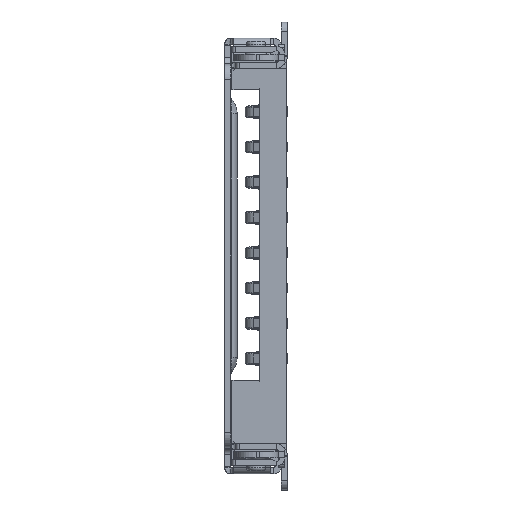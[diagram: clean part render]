
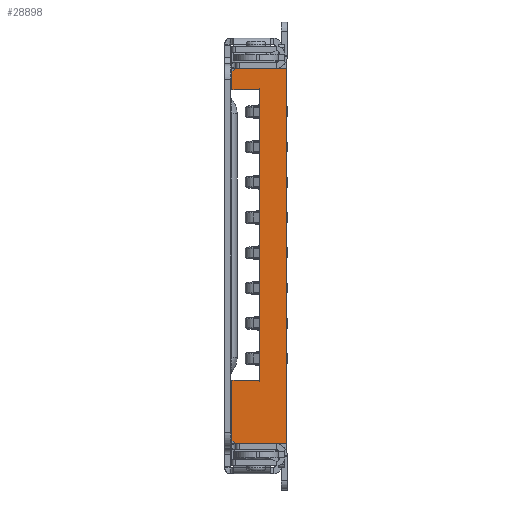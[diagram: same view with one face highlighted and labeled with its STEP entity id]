
A CAD part, left-side view. The second image highlights one B-rep face of the part: STEP entity #28898.
In plain terms, the highlighted planar face has unit normal (-1, 0, 0).
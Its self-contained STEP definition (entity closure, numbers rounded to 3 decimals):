
#1802=FACE_OUTER_BOUND('',#3605,.T.);
#3605=EDGE_LOOP('',(#19728,#19729,#19730,#19731,#19732,#19733,#19734,#19735,
#19736,#19737));
#5228=LINE('',#41764,#8553);
#5554=LINE('',#42445,#8879);
#5734=LINE('',#42812,#9059);
#5736=LINE('',#42817,#9061);
#5763=LINE('',#42878,#9088);
#5764=LINE('',#42880,#9089);
#5765=LINE('',#42881,#9090);
#5766=LINE('',#42882,#9091);
#5767=LINE('',#42884,#9092);
#5768=LINE('',#42885,#9093);
#8553=VECTOR('',#33175,11.7);
#8879=VECTOR('',#33695,9.06);
#9059=VECTOR('',#33987,0.57);
#9061=VECTOR('',#33991,1.87);
#9088=VECTOR('',#34034,1.6);
#9089=VECTOR('',#34037,0.141);
#9090=VECTOR('',#34038,0.86);
#9091=VECTOR('',#34039,0.86);
#9092=VECTOR('',#34040,0.141);
#9093=VECTOR('',#34041,1.6);
#11877=VERTEX_POINT('',#41760);
#11879=VERTEX_POINT('',#41763);
#12136=VERTEX_POINT('',#42442);
#12137=VERTEX_POINT('',#42444);
#12265=VERTEX_POINT('',#42804);
#12268=VERTEX_POINT('',#42810);
#12269=VERTEX_POINT('',#42814);
#12270=VERTEX_POINT('',#42816);
#12296=VERTEX_POINT('',#42876);
#12297=VERTEX_POINT('',#42883);
#14448=EDGE_CURVE('',#11879,#11877,#5228,.T.);
#14780=EDGE_CURVE('',#12136,#12137,#5554,.T.);
#14962=EDGE_CURVE('',#12268,#12265,#5734,.T.);
#14964=EDGE_CURVE('',#12269,#12270,#5736,.T.);
#14997=EDGE_CURVE('',#11877,#12296,#5763,.T.);
#14998=EDGE_CURVE('',#12296,#12265,#5764,.T.);
#14999=EDGE_CURVE('',#12268,#12137,#5765,.T.);
#15000=EDGE_CURVE('',#12270,#12136,#5766,.T.);
#15001=EDGE_CURVE('',#12297,#12269,#5767,.T.);
#15002=EDGE_CURVE('',#11879,#12297,#5768,.T.);
#19728=ORIENTED_EDGE('',*,*,#14997,.T.);
#19729=ORIENTED_EDGE('',*,*,#14998,.T.);
#19730=ORIENTED_EDGE('',*,*,#14962,.F.);
#19731=ORIENTED_EDGE('',*,*,#14999,.T.);
#19732=ORIENTED_EDGE('',*,*,#14780,.F.);
#19733=ORIENTED_EDGE('',*,*,#15000,.F.);
#19734=ORIENTED_EDGE('',*,*,#14964,.F.);
#19735=ORIENTED_EDGE('',*,*,#15001,.F.);
#19736=ORIENTED_EDGE('',*,*,#15002,.F.);
#19737=ORIENTED_EDGE('',*,*,#14448,.T.);
#27667=PLANE('',#30701);
#28898=ADVANCED_FACE('',(#1802),#27667,.T.);
#30701=AXIS2_PLACEMENT_3D('',#42879,#34035,#34036);
#33175=DIRECTION('',(0.,0.,1.));
#33695=DIRECTION('',(0.,0.,1.));
#33987=DIRECTION('',(0.,0.,1.));
#33991=DIRECTION('',(0.,0.,1.));
#34034=DIRECTION('',(0.,1.,0.));
#34035=DIRECTION('center_axis',(-1.,0.,0.));
#34036=DIRECTION('ref_axis',(0.,0.,1.));
#34037=DIRECTION('',(0.,0.707,-0.707));
#34038=DIRECTION('',(0.,-1.,0.));
#34039=DIRECTION('',(0.,-1.,0.));
#34040=DIRECTION('',(0.,0.707,0.707));
#34041=DIRECTION('',(0.,1.,0.));
#41760=CARTESIAN_POINT('',(-6.65,0.,5.85));
#41763=CARTESIAN_POINT('',(-6.65,0.,-5.85));
#41764=CARTESIAN_POINT('',(-6.65,0.,-5.85));
#42442=CARTESIAN_POINT('',(-6.65,0.84,-3.88));
#42444=CARTESIAN_POINT('',(-6.65,0.84,5.18));
#42445=CARTESIAN_POINT('',(-6.65,0.84,-3.88));
#42804=CARTESIAN_POINT('',(-6.65,1.7,5.75));
#42810=CARTESIAN_POINT('',(-6.65,1.7,5.18));
#42812=CARTESIAN_POINT('',(-6.65,1.7,5.18));
#42814=CARTESIAN_POINT('',(-6.65,1.7,-5.75));
#42816=CARTESIAN_POINT('',(-6.65,1.7,-3.88));
#42817=CARTESIAN_POINT('',(-6.65,1.7,-5.75));
#42876=CARTESIAN_POINT('',(-6.65,1.6,5.85));
#42878=CARTESIAN_POINT('',(-6.65,0.,5.85));
#42879=CARTESIAN_POINT('Origin',(-6.65,0.,0.));
#42880=CARTESIAN_POINT('',(-6.65,1.6,5.85));
#42881=CARTESIAN_POINT('',(-6.65,1.7,5.18));
#42882=CARTESIAN_POINT('',(-6.65,1.7,-3.88));
#42883=CARTESIAN_POINT('',(-6.65,1.6,-5.85));
#42884=CARTESIAN_POINT('',(-6.65,1.6,-5.85));
#42885=CARTESIAN_POINT('',(-6.65,0.,-5.85));
